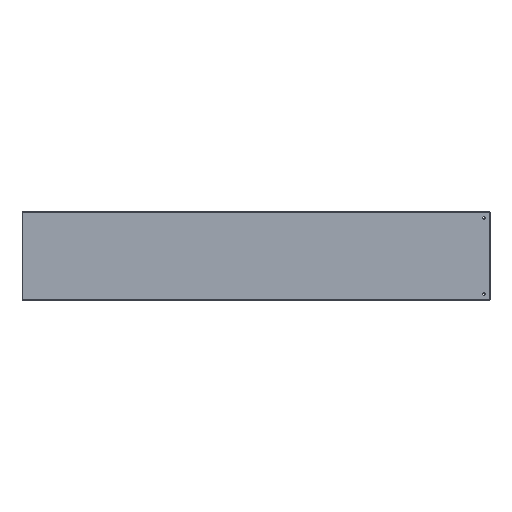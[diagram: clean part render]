
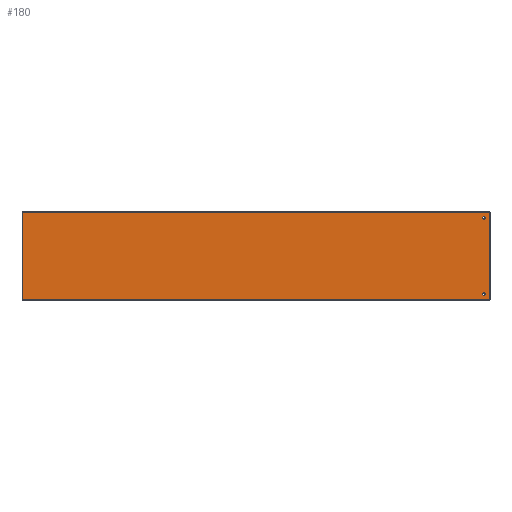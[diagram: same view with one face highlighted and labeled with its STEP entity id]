
A CAD part, top view. The second image highlights one B-rep face of the part: STEP entity #180.
In plain terms, the highlighted planar face has unit normal (0, 0, 1).
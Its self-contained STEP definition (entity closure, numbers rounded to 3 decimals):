
#180 = ADVANCED_FACE ( 'NONE', ( #2137, #2139, #2142 ), #1229, .T. ) ;
#449 = CARTESIAN_POINT ( 'NONE',  ( 729., -122., 1.5 ) ) ;
#452 = DIRECTION ( 'NONE',  ( 0., 0., -1. ) ) ;
#453 = DIRECTION ( 'NONE',  ( 1., 0., 0. ) ) ;
#454 = CARTESIAN_POINT ( 'NONE',  ( 729., 122., 1.5 ) ) ;
#456 = DIRECTION ( 'NONE',  ( 0., 0., -1. ) ) ;
#457 = DIRECTION ( 'NONE',  ( 1., 0., 0. ) ) ;
#670 = CARTESIAN_POINT ( 'NONE',  ( 746.9, 139.99, 1.5 ) ) ;
#674 = CARTESIAN_POINT ( 'NONE',  ( -746.9, -139.99, 1.5 ) ) ;
#675 = DIRECTION ( 'NONE',  ( 0., 1., 0. ) ) ;
#676 = CARTESIAN_POINT ( 'NONE',  ( -747., 139.99, 1.5 ) ) ;
#677 = CARTESIAN_POINT ( 'NONE',  ( 729., 122., 1.5 ) ) ;
#678 = DIRECTION ( 'NONE',  ( 0., -1., 0. ) ) ;
#679 = CARTESIAN_POINT ( 'NONE',  ( 729., -122., 1.5 ) ) ;
#680 = DIRECTION ( 'NONE',  ( 1., 0., 0. ) ) ;
#681 = CARTESIAN_POINT ( 'NONE',  ( 747., -139.99, 1.5 ) ) ;
#682 = DIRECTION ( 'NONE',  ( -1., 0., 0. ) ) ;
#684 = DIRECTION ( 'NONE',  ( 0., 0., -1. ) ) ;
#685 = DIRECTION ( 'NONE',  ( 1., 0., 0. ) ) ;
#686 = DIRECTION ( 'NONE',  ( 0., 0., -1. ) ) ;
#687 = DIRECTION ( 'NONE',  ( 1., 0., 0. ) ) ;
#1072 = VERTEX_POINT ( 'NONE', #1568 ) ;
#1074 = VERTEX_POINT ( 'NONE', #1570 ) ;
#1076 = VERTEX_POINT ( 'NONE', #1572 ) ;
#1077 = VERTEX_POINT ( 'NONE', #1573 ) ;
#1139 = VERTEX_POINT ( 'NONE', #1635 ) ;
#1146 = VERTEX_POINT ( 'NONE', #1642 ) ;
#1148 = VERTEX_POINT ( 'NONE', #1644 ) ;
#1152 = VERTEX_POINT ( 'NONE', #1648 ) ;
#1220 = CARTESIAN_POINT ( 'NONE',  ( -747., -140., 1.5 ) ) ;
#1229 = PLANE ( 'NONE',  #2557 ) ;
#1230 = DIRECTION ( 'NONE',  ( 0., 0., 1. ) ) ;
#1231 = DIRECTION ( 'NONE',  ( 1., 0., 0. ) ) ;
#1568 = CARTESIAN_POINT ( 'NONE',  ( 725., 122., 1.5 ) ) ;
#1570 = CARTESIAN_POINT ( 'NONE',  ( 733., 122., 1.5 ) ) ;
#1572 = CARTESIAN_POINT ( 'NONE',  ( 725., -122., 1.5 ) ) ;
#1573 = CARTESIAN_POINT ( 'NONE',  ( 733., -122., 1.5 ) ) ;
#1635 = CARTESIAN_POINT ( 'NONE',  ( 746.9, 139.99, 1.5 ) ) ;
#1642 = CARTESIAN_POINT ( 'NONE',  ( 746.9, -139.99, 1.5 ) ) ;
#1644 = CARTESIAN_POINT ( 'NONE',  ( -746.9, -139.99, 1.5 ) ) ;
#1648 = CARTESIAN_POINT ( 'NONE',  ( -746.9, 139.99, 1.5 ) ) ;
#1666 = EDGE_CURVE ( 'NONE', #1077, #1076, #2283, .T. ) ;
#1668 = EDGE_CURVE ( 'NONE', #1074, #1072, #2286, .T. ) ;
#1760 = EDGE_CURVE ( 'NONE', #1148, #1152, #2432, .T. ) ;
#1761 = EDGE_CURVE ( 'NONE', #1139, #1146, #2417, .T. ) ;
#1762 = EDGE_CURVE ( 'NONE', #1152, #1139, #2427, .T. ) ;
#1763 = EDGE_CURVE ( 'NONE', #1146, #1148, #2438, .T. ) ;
#1764 = EDGE_CURVE ( 'NONE', #1076, #1077, #2731, .T. ) ;
#1765 = EDGE_CURVE ( 'NONE', #1072, #1074, #2733, .T. ) ;
#1826 = ORIENTED_EDGE ( 'NONE', *, *, #1764, .T. ) ;
#1827 = ORIENTED_EDGE ( 'NONE', *, *, #1666, .T. ) ;
#1828 = ORIENTED_EDGE ( 'NONE', *, *, #1765, .T. ) ;
#1829 = ORIENTED_EDGE ( 'NONE', *, *, #1668, .T. ) ;
#1830 = ORIENTED_EDGE ( 'NONE', *, *, #1763, .F. ) ;
#1831 = ORIENTED_EDGE ( 'NONE', *, *, #1761, .F. ) ;
#1832 = ORIENTED_EDGE ( 'NONE', *, *, #1762, .F. ) ;
#1833 = ORIENTED_EDGE ( 'NONE', *, *, #1760, .F. ) ;
#1911 = EDGE_LOOP ( 'NONE', ( #1826, #1827 ) ) ;
#1936 = EDGE_LOOP ( 'NONE', ( #1830, #1831, #1832, #1833 ) ) ;
#1937 = EDGE_LOOP ( 'NONE', ( #1828, #1829 ) ) ;
#2137 = FACE_BOUND ( 'NONE', #1911, .T. ) ;
#2139 = FACE_BOUND ( 'NONE', #1937, .T. ) ;
#2142 = FACE_OUTER_BOUND ( 'NONE', #1936, .T. ) ;
#2283 = CIRCLE ( 'NONE', #2647, 4. ) ;
#2286 = CIRCLE ( 'NONE', #2648, 4. ) ;
#2417 = LINE ( 'NONE', #670, #2434 ) ;
#2427 = LINE ( 'NONE', #676, #2436 ) ;
#2432 = LINE ( 'NONE', #674, #2433 ) ;
#2433 = VECTOR ( 'NONE', #675, 1000. ) ;
#2434 = VECTOR ( 'NONE', #678, 1000. ) ;
#2436 = VECTOR ( 'NONE', #680, 1000. ) ;
#2438 = LINE ( 'NONE', #681, #2439 ) ;
#2439 = VECTOR ( 'NONE', #682, 1000. ) ;
#2557 = AXIS2_PLACEMENT_3D ( 'NONE', #1220, #1230, #1231 ) ;
#2647 = AXIS2_PLACEMENT_3D ( 'NONE', #449, #452, #453 ) ;
#2648 = AXIS2_PLACEMENT_3D ( 'NONE', #454, #456, #457 ) ;
#2682 = AXIS2_PLACEMENT_3D ( 'NONE', #677, #686, #687 ) ;
#2683 = AXIS2_PLACEMENT_3D ( 'NONE', #679, #684, #685 ) ;
#2731 = CIRCLE ( 'NONE', #2683, 4. ) ;
#2733 = CIRCLE ( 'NONE', #2682, 4. ) ;
